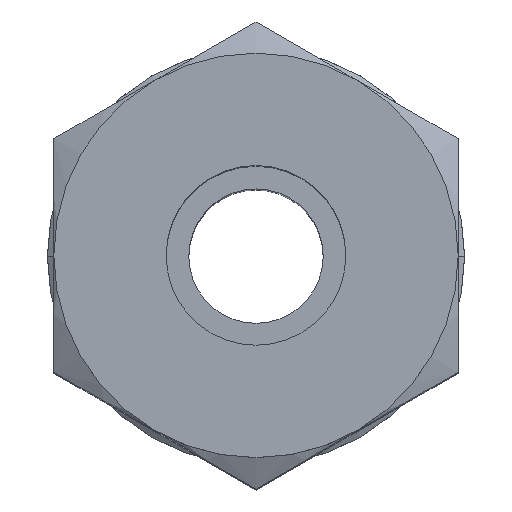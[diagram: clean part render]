
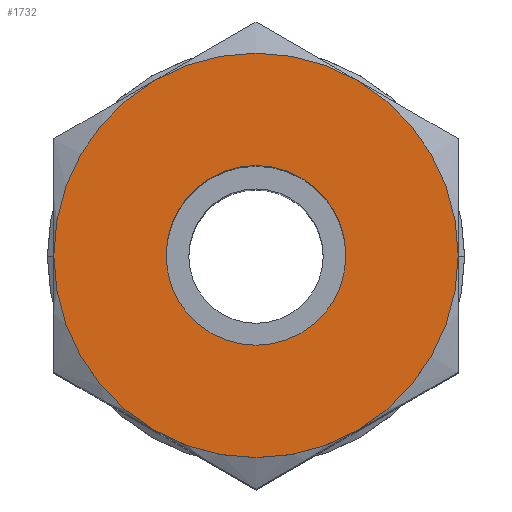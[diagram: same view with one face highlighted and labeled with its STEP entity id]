
A CAD part, top view. The second image highlights one B-rep face of the part: STEP entity #1732.
In plain terms, the highlighted planar face has unit normal (0, 0, 1).
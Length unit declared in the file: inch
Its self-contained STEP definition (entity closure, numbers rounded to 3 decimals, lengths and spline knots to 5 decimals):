
#598 = FACE_OUTER_BOUND ( 'NONE', #1350, .T. ) ;
#599 = FACE_BOUND ( 'NONE', #1873, .T. ) ;
#600 = PLANE ( 'NONE',  #601 ) ;
#601 = AXIS2_PLACEMENT_3D ( 'NONE', #602, #603, #606 ) ;
#602 = CARTESIAN_POINT ( 'NONE',  ( -0.28125, 0.48714, 1.49 ) ) ;
#603 = DIRECTION ( 'NONE',  ( 0., 0., 1. ) ) ;
#606 = DIRECTION ( 'NONE',  ( 1., 0., 0. ) ) ;
#1094 = CIRCLE ( 'NONE', #1097, 0.28125 ) ;
#1097 = AXIS2_PLACEMENT_3D ( 'NONE', #1098, #1099, #1100 ) ;
#1098 = CARTESIAN_POINT ( 'NONE',  ( 0., 0., 1.49 ) ) ;
#1099 = DIRECTION ( 'NONE',  ( 0., 0., 1. ) ) ;
#1100 = DIRECTION ( 'NONE',  ( 1., 0., 0. ) ) ;
#1350 = EDGE_LOOP ( 'NONE', ( #1994, #2317 ) ) ;
#1460 = VERTEX_POINT ( 'NONE', #4513 ) ;
#1496 = EDGE_CURVE ( 'NONE', #5188, #1460, #4903, .T. ) ;
#1732 = ADVANCED_FACE ( 'NONE', ( #598, #599 ), #600, .T. ) ;
#1873 = EDGE_LOOP ( 'NONE', ( #2360, #2670 ) ) ;
#1994 = ORIENTED_EDGE ( 'NONE', *, *, #2334, .T. ) ;
#1996 = EDGE_CURVE ( 'NONE', #1460, #5188, #5187, .T. ) ;
#2317 = ORIENTED_EDGE ( 'NONE', *, *, #3598, .T. ) ;
#2334 = EDGE_CURVE ( 'NONE', #2588, #2372, #3731, .T. ) ;
#2360 = ORIENTED_EDGE ( 'NONE', *, *, #1996, .F. ) ;
#2372 = VERTEX_POINT ( 'NONE', #3883 ) ;
#2588 = VERTEX_POINT ( 'NONE', #6061 ) ;
#2670 = ORIENTED_EDGE ( 'NONE', *, *, #1496, .F. ) ;
#3598 = EDGE_CURVE ( 'NONE', #2372, #2588, #1094, .T. ) ;
#3731 = CIRCLE ( 'NONE', #3732, 0.28125 ) ;
#3732 = AXIS2_PLACEMENT_3D ( 'NONE', #3733, #3734, #3735 ) ;
#3733 = CARTESIAN_POINT ( 'NONE',  ( 0., 0., 1.49 ) ) ;
#3734 = DIRECTION ( 'NONE',  ( 0., 0., 1. ) ) ;
#3735 = DIRECTION ( 'NONE',  ( 1., 0., 0. ) ) ;
#3883 = CARTESIAN_POINT ( 'NONE',  ( -0.28125, 0., 1.49 ) ) ;
#4513 = CARTESIAN_POINT ( 'NONE',  ( 0., -0.125, 1.49 ) ) ;
#4903 = CIRCLE ( 'NONE', #4904, 0.125 ) ;
#4904 = AXIS2_PLACEMENT_3D ( 'NONE', #4905, #4906, #4907 ) ;
#4905 = CARTESIAN_POINT ( 'NONE',  ( 0., 0., 1.49 ) ) ;
#4906 = DIRECTION ( 'NONE',  ( 0., 0., 1. ) ) ;
#4907 = DIRECTION ( 'NONE',  ( 0., -1., 0. ) ) ;
#5187 = CIRCLE ( 'NONE', #5190, 0.125 ) ;
#5188 = VERTEX_POINT ( 'NONE', #5413 ) ;
#5190 = AXIS2_PLACEMENT_3D ( 'NONE', #5191, #5192, #5193 ) ;
#5191 = CARTESIAN_POINT ( 'NONE',  ( 0., 0., 1.49 ) ) ;
#5192 = DIRECTION ( 'NONE',  ( 0., 0., 1. ) ) ;
#5193 = DIRECTION ( 'NONE',  ( 0., -1., 0. ) ) ;
#5413 = CARTESIAN_POINT ( 'NONE',  ( 0., 0.125, 1.49 ) ) ;
#6061 = CARTESIAN_POINT ( 'NONE',  ( 0.28125, 0., 1.49 ) ) ;
